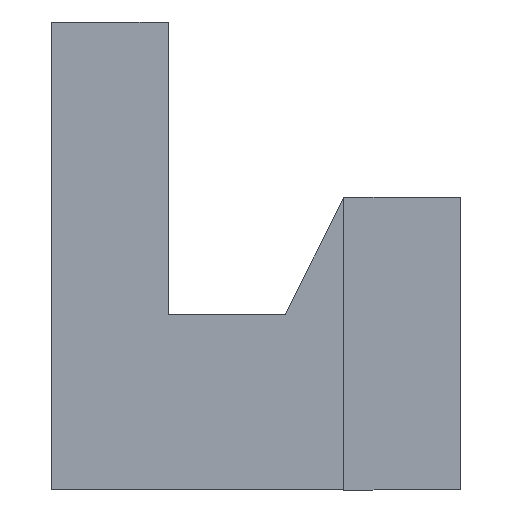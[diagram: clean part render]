
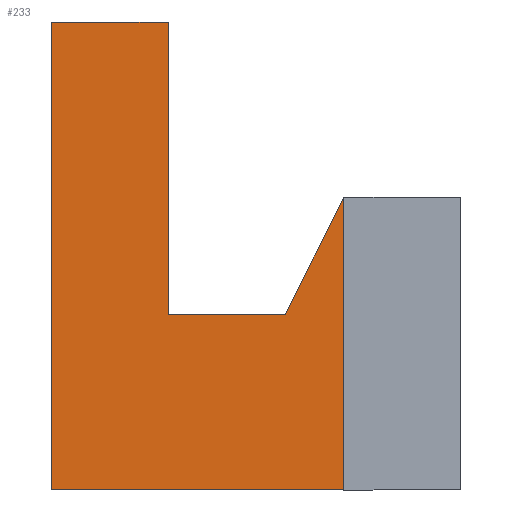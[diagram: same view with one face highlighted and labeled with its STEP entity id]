
A CAD part, left-side view. The second image highlights one B-rep face of the part: STEP entity #233.
In plain terms, the highlighted planar face has unit normal (-1, 0, 0).
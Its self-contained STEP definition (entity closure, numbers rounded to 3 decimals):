
#56=CARTESIAN_POINT('Line Origine',(0.,100.,125.)) ;
#60=CARTESIAN_POINT('Vertex',(0.,100.,250.)) ;
#62=CARTESIAN_POINT('Vertex',(0.,100.,0.)) ;
#114=CARTESIAN_POINT('Vertex',(0.,150.,150.)) ;
#117=CARTESIAN_POINT('Line Origine',(0.,125.,200.)) ;
#156=CARTESIAN_POINT('Line Origine',(0.,225.,0.)) ;
#160=CARTESIAN_POINT('Vertex',(0.,350.,0.)) ;
#193=CARTESIAN_POINT('Axis2P3D Location',(0.,350.,0.)) ;
#198=CARTESIAN_POINT('Line Origine',(0.,200.,150.)) ;
#202=CARTESIAN_POINT('Vertex',(0.,250.,150.)) ;
#205=CARTESIAN_POINT('Line Origine',(0.,250.,275.)) ;
#209=CARTESIAN_POINT('Vertex',(0.,250.,400.)) ;
#212=CARTESIAN_POINT('Line Origine',(0.,300.,400.)) ;
#216=CARTESIAN_POINT('Vertex',(0.,350.,400.)) ;
#219=CARTESIAN_POINT('Line Origine',(0.,350.,200.)) ;
#57=DIRECTION('Vector Direction',(0.,0.,-1.)) ;
#118=DIRECTION('Vector Direction',(0.,0.447,-0.894)) ;
#157=DIRECTION('Vector Direction',(0.,-1.,0.)) ;
#194=DIRECTION('Axis2P3D Direction',(-1.,0.,0.)) ;
#195=DIRECTION('Axis2P3D XDirection',(0.,-1.,0.)) ;
#199=DIRECTION('Vector Direction',(0.,-1.,0.)) ;
#206=DIRECTION('Vector Direction',(0.,0.,-1.)) ;
#213=DIRECTION('Vector Direction',(0.,-1.,0.)) ;
#220=DIRECTION('Vector Direction',(0.,0.,1.)) ;
#196=AXIS2_PLACEMENT_3D('Plane Axis2P3D',#193,#194,#195) ;
#225=ORIENTED_EDGE('',*,*,#121,.T.) ;
#226=ORIENTED_EDGE('',*,*,#204,.F.) ;
#227=ORIENTED_EDGE('',*,*,#211,.F.) ;
#228=ORIENTED_EDGE('',*,*,#218,.F.) ;
#229=ORIENTED_EDGE('',*,*,#223,.F.) ;
#230=ORIENTED_EDGE('',*,*,#162,.T.) ;
#231=ORIENTED_EDGE('',*,*,#64,.F.) ;
#58=VECTOR('Line Direction',#57,1.) ;
#119=VECTOR('Line Direction',#118,1.) ;
#158=VECTOR('Line Direction',#157,1.) ;
#200=VECTOR('Line Direction',#199,1.) ;
#207=VECTOR('Line Direction',#206,1.) ;
#214=VECTOR('Line Direction',#213,1.) ;
#221=VECTOR('Line Direction',#220,1.) ;
#233=ADVANCED_FACE('Corps principal',(#232),#197,.T.) ;
#64=EDGE_CURVE('',#61,#63,#59,.T.) ;
#121=EDGE_CURVE('',#61,#115,#120,.T.) ;
#162=EDGE_CURVE('',#161,#63,#159,.T.) ;
#204=EDGE_CURVE('',#203,#115,#201,.T.) ;
#211=EDGE_CURVE('',#210,#203,#208,.T.) ;
#218=EDGE_CURVE('',#217,#210,#215,.T.) ;
#223=EDGE_CURVE('',#161,#217,#222,.T.) ;
#224=EDGE_LOOP('',(#225,#226,#227,#228,#229,#230,#231)) ;
#232=FACE_OUTER_BOUND('',#224,.T.) ;
#59=LINE('Line',#56,#58) ;
#120=LINE('Line',#117,#119) ;
#159=LINE('Line',#156,#158) ;
#201=LINE('Line',#198,#200) ;
#208=LINE('Line',#205,#207) ;
#215=LINE('Line',#212,#214) ;
#222=LINE('Line',#219,#221) ;
#197=PLANE('',#196) ;
#61=VERTEX_POINT('',#60) ;
#63=VERTEX_POINT('',#62) ;
#115=VERTEX_POINT('',#114) ;
#161=VERTEX_POINT('',#160) ;
#203=VERTEX_POINT('',#202) ;
#210=VERTEX_POINT('',#209) ;
#217=VERTEX_POINT('',#216) ;
